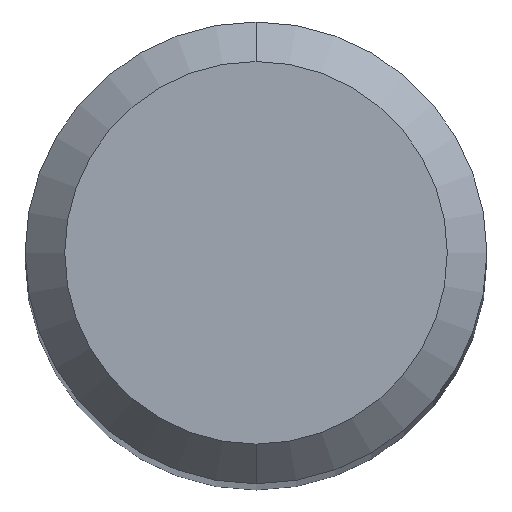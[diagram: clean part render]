
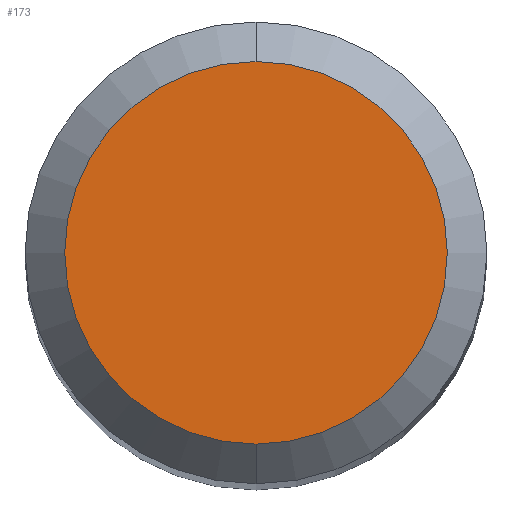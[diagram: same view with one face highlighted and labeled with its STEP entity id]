
A CAD part, top view. The second image highlights one B-rep face of the part: STEP entity #173.
In plain terms, the highlighted planar face has unit normal (0, 0, 1).
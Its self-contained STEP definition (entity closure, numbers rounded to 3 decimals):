
#173=ADVANCED_FACE('',(#396),#397,.T.);
#289=EDGE_CURVE('',#319,#295,#527,.T.);
#295=VERTEX_POINT('',#534);
#311=EDGE_CURVE('',#295,#319,#552,.T.);
#319=VERTEX_POINT('',#560);
#396=FACE_OUTER_BOUND('',#641,.T.);
#397=PLANE('',#642);
#527=CIRCLE('',#812,1.45);
#534=CARTESIAN_POINT('',(0.,-1.45,0.0));
#552=CIRCLE('',#844,1.45);
#560=CARTESIAN_POINT('',(0.0,1.45,0.0));
#641=EDGE_LOOP('',(#930,#931));
#642=AXIS2_PLACEMENT_3D('',#932,#933,#934);
#812=AXIS2_PLACEMENT_3D('',#1096,#1097,#1098);
#844=AXIS2_PLACEMENT_3D('',#1136,#1137,#1138);
#930=ORIENTED_EDGE('',*,*,#289,.F.);
#931=ORIENTED_EDGE('',*,*,#311,.F.);
#932=CARTESIAN_POINT('',(0.0,0.725,0.0));
#933=DIRECTION('',(-0.0,0.0,1.0));
#934=DIRECTION('',(0.0,-1.0,0.0));
#1096=CARTESIAN_POINT('',(0.0,0.0,0.0));
#1097=DIRECTION('',(0.0,0.0,-1.0));
#1098=DIRECTION('',(0.0,1.0,0.0));
#1136=CARTESIAN_POINT('',(0.0,0.0,0.0));
#1137=DIRECTION('',(0.0,0.0,-1.0));
#1138=DIRECTION('',(0.0,1.0,0.0));
